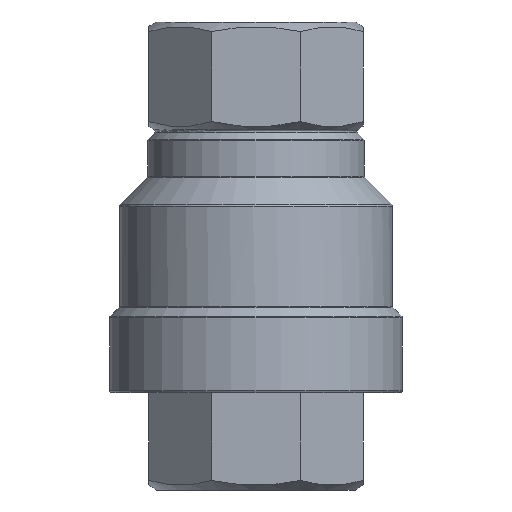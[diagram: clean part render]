
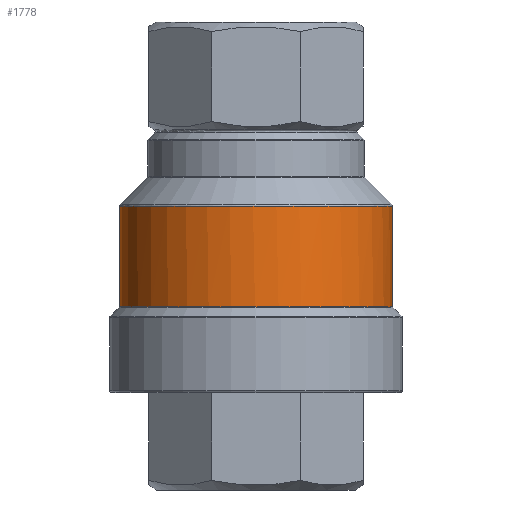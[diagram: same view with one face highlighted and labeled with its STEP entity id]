
A CAD part, front view. The second image highlights one B-rep face of the part: STEP entity #1778.
In plain terms, the highlighted cylindrical face has radius 35 mm (diameter 70 mm), a partial arc.
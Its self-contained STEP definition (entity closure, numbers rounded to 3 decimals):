
#354=B_SPLINE_CURVE_WITH_KNOTS('',3,(#2922,#2923,#2924,#2925,#2926,#2927,
#2928,#2929,#2930,#2931,#2932,#2933),.UNSPECIFIED.,.F.,.F.,(4,1,1,1,1,1,
1,1,1,4),(0.001,0.006,0.01,0.015,
0.02,0.024,0.029,0.034,
0.036,0.039),.UNSPECIFIED.);
#355=B_SPLINE_CURVE_WITH_KNOTS('',3,(#2937,#2938,#2939,#2940,#2941,#2942,
#2943,#2944,#2945,#2946,#2947,#2948,#2949),.UNSPECIFIED.,.F.,.F.,(4,1,1,
1,1,1,1,1,1,1,4),(0.043,0.048,0.053,
0.058,0.062,0.067,0.072,
0.074,0.076,0.079,0.081),
 .UNSPECIFIED.);
#597=ORIENTED_EDGE('',*,*,#1044,.F.);
#598=ORIENTED_EDGE('',*,*,#1045,.F.);
#599=ORIENTED_EDGE('',*,*,#1046,.F.);
#600=ORIENTED_EDGE('',*,*,#1042,.T.);
#1042=EDGE_CURVE('',#1257,#1258,#1363,.T.);
#1044=EDGE_CURVE('',#1259,#1258,#354,.T.);
#1045=EDGE_CURVE('',#1260,#1259,#1364,.T.);
#1046=EDGE_CURVE('',#1257,#1260,#355,.T.);
#1257=VERTEX_POINT('',#2914);
#1258=VERTEX_POINT('',#2915);
#1259=VERTEX_POINT('',#2934);
#1260=VERTEX_POINT('',#2936);
#1363=CIRCLE('',#1937,35.);
#1364=CIRCLE('',#1939,35.);
#1450=EDGE_LOOP('',(#597,#598,#599,#600));
#1606=FACE_BOUND('',#1450,.T.);
#1723=CYLINDRICAL_SURFACE('',#1938,35.);
#1778=ADVANCED_FACE('',(#1606),#1723,.T.);
#1937=AXIS2_PLACEMENT_3D('',#2913,#2276,#2277);
#1938=AXIS2_PLACEMENT_3D('',#2921,#2278,#2279);
#1939=AXIS2_PLACEMENT_3D('',#2935,#2280,#2281);
#2276=DIRECTION('',(0.,0.,-1.));
#2277=DIRECTION('',(-1.,0.,0.));
#2278=DIRECTION('',(0.,0.,-1.));
#2279=DIRECTION('',(-1.,0.,0.));
#2280=DIRECTION('',(0.,0.,-1.));
#2281=DIRECTION('',(-1.,0.,0.));
#2913=CARTESIAN_POINT('',(0.,0.,12.793));
#2914=CARTESIAN_POINT('',(2.311,34.924,12.793));
#2915=CARTESIAN_POINT('',(-2.311,34.924,12.793));
#2921=CARTESIAN_POINT('',(0.,0.,-60.));
#2922=CARTESIAN_POINT('',(-0.794,34.991,-12.976));
#2923=CARTESIAN_POINT('',(-2.379,34.955,-12.879));
#2924=CARTESIAN_POINT('',(-5.5,34.66,-12.096));
#2925=CARTESIAN_POINT('',(-9.406,33.772,-9.377));
#2926=CARTESIAN_POINT('',(-12.107,32.86,-5.472));
#2927=CARTESIAN_POINT('',(-13.271,32.384,-0.793));
#2928=CARTESIAN_POINT('',(-12.67,32.637,4.019));
#2929=CARTESIAN_POINT('',(-10.42,33.46,8.237));
#2930=CARTESIAN_POINT('',(-7.459,34.246,10.85));
#2931=CARTESIAN_POINT('',(-4.611,34.719,12.231));
#2932=CARTESIAN_POINT('',(-3.098,34.872,12.651));
#2933=CARTESIAN_POINT('',(-2.311,34.924,12.793));
#2934=CARTESIAN_POINT('',(-0.794,34.991,-12.976));
#2935=CARTESIAN_POINT('',(0.,0.,-12.976));
#2936=CARTESIAN_POINT('',(0.794,34.991,-12.976));
#2937=CARTESIAN_POINT('',(2.311,34.924,12.793));
#2938=CARTESIAN_POINT('',(3.88,34.82,12.509));
#2939=CARTESIAN_POINT('',(6.867,34.404,11.372));
#2940=CARTESIAN_POINT('',(10.428,33.457,8.227));
#2941=CARTESIAN_POINT('',(12.668,32.637,4.018));
#2942=CARTESIAN_POINT('',(13.273,32.383,-0.787));
#2943=CARTESIAN_POINT('',(12.105,32.861,-5.478));
#2944=CARTESIAN_POINT('',(9.856,33.62,-8.73));
#2945=CARTESIAN_POINT('',(7.435,34.22,-10.75));
#2946=CARTESIAN_POINT('',(5.402,34.604,-11.903));
#2947=CARTESIAN_POINT('',(3.137,34.885,-12.69));
#2948=CARTESIAN_POINT('',(1.586,34.973,-12.927));
#2949=CARTESIAN_POINT('',(0.794,34.991,-12.976));
